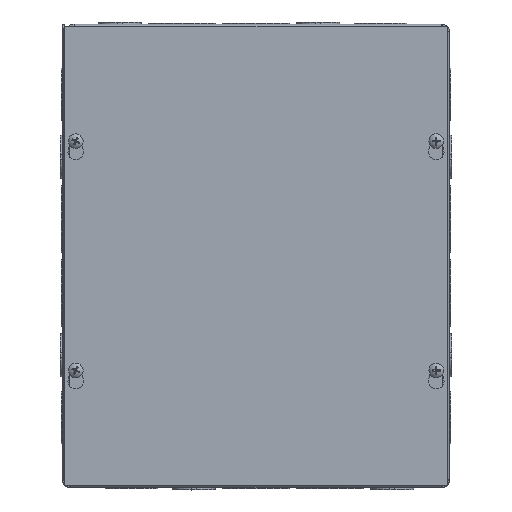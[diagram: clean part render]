
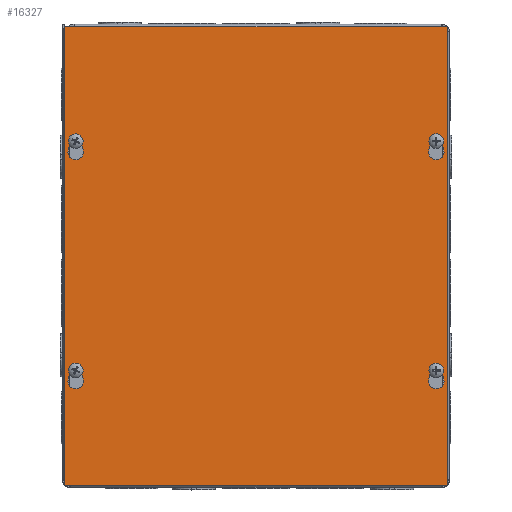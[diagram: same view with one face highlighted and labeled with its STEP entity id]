
A CAD part, top view. The second image highlights one B-rep face of the part: STEP entity #16327.
In plain terms, the highlighted planar face has unit normal (0, 0, 1).
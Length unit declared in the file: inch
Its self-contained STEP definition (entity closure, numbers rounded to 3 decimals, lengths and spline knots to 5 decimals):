
#1775=LINE($,#27209,#3370);
#1779=LINE($,#27219,#3374);
#1782=LINE($,#27227,#3377);
#1786=LINE($,#27239,#3381);
#1791=LINE($,#27257,#3386);
#1795=LINE($,#27267,#3390);
#1798=LINE($,#27275,#3393);
#1802=LINE($,#27287,#3397);
#1804=LINE($,#27295,#3399);
#1808=LINE($,#27303,#3403);
#1811=LINE($,#27309,#3406);
#1814=LINE($,#27314,#3409);
#3370=VECTOR($,#21408,0.26996);
#3374=VECTOR($,#21420,0.26996);
#3377=VECTOR($,#21425,0.26996);
#3381=VECTOR($,#21437,0.26996);
#3386=VECTOR($,#21456,0.26996);
#3390=VECTOR($,#21468,0.26996);
#3393=VECTOR($,#21473,0.26996);
#3397=VECTOR($,#21485,0.26996);
#3399=VECTOR($,#21495,12.);
#3403=VECTOR($,#21501,10.);
#3406=VECTOR($,#21506,12.);
#3409=VECTOR($,#21511,10.);
#4001=PLANE($,#17533);
#4454=FACE_BOUND($,#6324,.T.);
#4455=FACE_BOUND($,#6325,.T.);
#4456=FACE_BOUND($,#6326,.T.);
#4457=FACE_BOUND($,#6327,.T.);
#4458=FACE_BOUND($,#6328,.T.);
#6324=EDGE_LOOP($,(#14393,#14394,#14395,#14396));
#6325=EDGE_LOOP($,(#14397,#14398,#14399,#14400));
#6326=EDGE_LOOP($,(#14401,#14402,#14403,#14404));
#6327=EDGE_LOOP($,(#14405,#14406,#14407,#14408));
#6328=EDGE_LOOP($,(#14409,#14410,#14411,#14412));
#6699=CIRCLE($,#17499,0.203);
#6701=CIRCLE($,#17503,0.125);
#6703=CIRCLE($,#17508,0.125);
#6705=CIRCLE($,#17512,0.203);
#6707=CIRCLE($,#17515,0.203);
#6709=CIRCLE($,#17519,0.125);
#6711=CIRCLE($,#17524,0.125);
#6713=CIRCLE($,#17528,0.203);
#8018=VERTEX_POINT($,#27200);
#8019=VERTEX_POINT($,#27202);
#8021=VERTEX_POINT($,#27208);
#8023=VERTEX_POINT($,#27214);
#8026=VERTEX_POINT($,#27224);
#8027=VERTEX_POINT($,#27226);
#8029=VERTEX_POINT($,#27232);
#8031=VERTEX_POINT($,#27238);
#8034=VERTEX_POINT($,#27248);
#8035=VERTEX_POINT($,#27250);
#8037=VERTEX_POINT($,#27256);
#8039=VERTEX_POINT($,#27262);
#8042=VERTEX_POINT($,#27272);
#8043=VERTEX_POINT($,#27274);
#8045=VERTEX_POINT($,#27280);
#8047=VERTEX_POINT($,#27286);
#8048=VERTEX_POINT($,#27293);
#8049=VERTEX_POINT($,#27294);
#8052=VERTEX_POINT($,#27302);
#8054=VERTEX_POINT($,#27308);
#10068=EDGE_CURVE($,#8019,#8018,#6699,.T.);
#10071=EDGE_CURVE($,#8021,#8019,#1775,.T.);
#10074=EDGE_CURVE($,#8023,#8021,#6701,.T.);
#10077=EDGE_CURVE($,#8018,#8023,#1779,.T.);
#10080=EDGE_CURVE($,#8027,#8026,#1782,.T.);
#10083=EDGE_CURVE($,#8029,#8027,#6703,.T.);
#10086=EDGE_CURVE($,#8031,#8029,#1786,.T.);
#10089=EDGE_CURVE($,#8026,#8031,#6705,.T.);
#10092=EDGE_CURVE($,#8035,#8034,#6707,.T.);
#10095=EDGE_CURVE($,#8037,#8035,#1791,.T.);
#10098=EDGE_CURVE($,#8039,#8037,#6709,.T.);
#10101=EDGE_CURVE($,#8034,#8039,#1795,.T.);
#10104=EDGE_CURVE($,#8043,#8042,#1798,.T.);
#10107=EDGE_CURVE($,#8045,#8043,#6711,.T.);
#10110=EDGE_CURVE($,#8047,#8045,#1802,.T.);
#10113=EDGE_CURVE($,#8042,#8047,#6713,.T.);
#10114=EDGE_CURVE($,#8048,#8049,#1804,.T.);
#10118=EDGE_CURVE($,#8049,#8052,#1808,.T.);
#10121=EDGE_CURVE($,#8052,#8054,#1811,.T.);
#10124=EDGE_CURVE($,#8054,#8048,#1814,.T.);
#14393=ORIENTED_EDGE($,*,*,#10068,.T.);
#14394=ORIENTED_EDGE($,*,*,#10077,.T.);
#14395=ORIENTED_EDGE($,*,*,#10074,.T.);
#14396=ORIENTED_EDGE($,*,*,#10071,.T.);
#14397=ORIENTED_EDGE($,*,*,#10080,.T.);
#14398=ORIENTED_EDGE($,*,*,#10089,.T.);
#14399=ORIENTED_EDGE($,*,*,#10086,.T.);
#14400=ORIENTED_EDGE($,*,*,#10083,.T.);
#14401=ORIENTED_EDGE($,*,*,#10092,.T.);
#14402=ORIENTED_EDGE($,*,*,#10101,.T.);
#14403=ORIENTED_EDGE($,*,*,#10098,.T.);
#14404=ORIENTED_EDGE($,*,*,#10095,.T.);
#14405=ORIENTED_EDGE($,*,*,#10104,.T.);
#14406=ORIENTED_EDGE($,*,*,#10113,.T.);
#14407=ORIENTED_EDGE($,*,*,#10110,.T.);
#14408=ORIENTED_EDGE($,*,*,#10107,.T.);
#14409=ORIENTED_EDGE($,*,*,#10114,.F.);
#14410=ORIENTED_EDGE($,*,*,#10124,.F.);
#14411=ORIENTED_EDGE($,*,*,#10121,.F.);
#14412=ORIENTED_EDGE($,*,*,#10118,.F.);
#16327=ADVANCED_FACE($,(#4454,#4455,#4456,#4457,#4458),#4001,.T.);
#17499=AXIS2_PLACEMENT_3D($,#27203,#21402,#21403);
#17503=AXIS2_PLACEMENT_3D($,#27215,#21414,#21415);
#17508=AXIS2_PLACEMENT_3D($,#27233,#21431,#21432);
#17512=AXIS2_PLACEMENT_3D($,#27243,#21443,#21444);
#17515=AXIS2_PLACEMENT_3D($,#27251,#21450,#21451);
#17519=AXIS2_PLACEMENT_3D($,#27263,#21462,#21463);
#17524=AXIS2_PLACEMENT_3D($,#27281,#21479,#21480);
#17528=AXIS2_PLACEMENT_3D($,#27291,#21491,#21492);
#17533=AXIS2_PLACEMENT_3D($,#27316,#21513,#21514);
#21402=DIRECTION('center_axis',(0.,0.,-1.));
#21403=DIRECTION('ref_axis',(-0.961,0.278,0.));
#21408=DIRECTION($,(0.278,-0.961,0.));
#21414=DIRECTION('center_axis',(0.,0.,-1.));
#21415=DIRECTION('ref_axis',(0.961,0.278,0.));
#21420=DIRECTION($,(0.278,0.961,0.));
#21425=DIRECTION($,(0.278,-0.961,0.));
#21431=DIRECTION('center_axis',(0.,0.,-1.));
#21432=DIRECTION('ref_axis',(0.961,0.278,0.));
#21437=DIRECTION($,(0.278,0.961,0.));
#21443=DIRECTION('center_axis',(0.,0.,-1.));
#21444=DIRECTION('ref_axis',(-0.961,0.278,0.));
#21450=DIRECTION('center_axis',(0.,0.,-1.));
#21451=DIRECTION('ref_axis',(-0.961,0.278,0.));
#21456=DIRECTION($,(0.278,-0.961,0.));
#21462=DIRECTION('center_axis',(0.,0.,-1.));
#21463=DIRECTION('ref_axis',(0.961,0.278,0.));
#21468=DIRECTION($,(0.278,0.961,0.));
#21473=DIRECTION($,(0.278,-0.961,0.));
#21479=DIRECTION('center_axis',(0.,0.,-1.));
#21480=DIRECTION('ref_axis',(0.961,0.278,0.));
#21485=DIRECTION($,(0.278,0.961,0.));
#21491=DIRECTION('center_axis',(0.,0.,-1.));
#21492=DIRECTION('ref_axis',(-0.961,0.278,0.));
#21495=DIRECTION($,(0.,-1.,0.));
#21501=DIRECTION($,(-1.,0.,0.));
#21506=DIRECTION($,(0.,1.,0.));
#21511=DIRECTION($,(1.,0.,0.));
#21513=DIRECTION('center_axis',(0.,0.,1.));
#21514=DIRECTION('ref_axis',(1.,0.,0.));
#27200=CARTESIAN_POINT('',(4.52373,-3.22465,0.062));
#27202=CARTESIAN_POINT('',(4.91377,-3.22465,0.062));
#27203=CARTESIAN_POINT('Origin',(4.71875,-3.281,0.062));
#27208=CARTESIAN_POINT('',(4.83884,-2.9653,0.062));
#27209=CARTESIAN_POINT($,(4.29451,-1.08137,0.062));
#27214=CARTESIAN_POINT('',(4.59866,-2.9653,0.062));
#27215=CARTESIAN_POINT('Origin',(4.71875,-3.,0.062));
#27219=CARTESIAN_POINT($,(4.81688,-2.21006,0.062));
#27224=CARTESIAN_POINT('',(-4.52373,-3.22465,0.062));
#27226=CARTESIAN_POINT('',(-4.59866,-2.9653,0.062));
#27227=CARTESIAN_POINT($,(-4.77941,-2.33973,0.062));
#27232=CARTESIAN_POINT('',(-4.83884,-2.9653,0.062));
#27233=CARTESIAN_POINT('Origin',(-4.71875,-3.,0.062));
#27238=CARTESIAN_POINT('',(-4.91377,-3.22465,0.062));
#27239=CARTESIAN_POINT($,(-4.25704,-0.9517,0.062));
#27243=CARTESIAN_POINT('Origin',(-4.71875,-3.281,0.062));
#27248=CARTESIAN_POINT('',(4.52373,2.77535,0.062));
#27250=CARTESIAN_POINT('',(4.91377,2.77535,0.062));
#27251=CARTESIAN_POINT('Origin',(4.71875,2.719,0.062));
#27256=CARTESIAN_POINT('',(4.83884,3.0347,0.062));
#27257=CARTESIAN_POINT($,(5.09452,2.14978,0.062));
#27262=CARTESIAN_POINT('',(4.59866,3.0347,0.062));
#27263=CARTESIAN_POINT('Origin',(4.71875,3.,0.062));
#27267=CARTESIAN_POINT($,(4.01686,1.02109,0.062));
#27272=CARTESIAN_POINT('',(-4.52373,2.77535,0.062));
#27274=CARTESIAN_POINT('',(-4.59866,3.0347,0.062));
#27275=CARTESIAN_POINT($,(-3.9794,0.89142,0.062));
#27280=CARTESIAN_POINT('',(-4.83884,3.0347,0.062));
#27281=CARTESIAN_POINT('Origin',(-4.71875,3.,0.062));
#27286=CARTESIAN_POINT('',(-4.91377,2.77535,0.062));
#27287=CARTESIAN_POINT($,(-5.05705,2.27945,0.062));
#27291=CARTESIAN_POINT('Origin',(-4.71875,2.719,0.062));
#27293=CARTESIAN_POINT('',(5.,6.,0.062));
#27294=CARTESIAN_POINT('',(5.,-6.,0.062));
#27295=CARTESIAN_POINT($,(5.,6.,0.062));
#27302=CARTESIAN_POINT('',(-5.,-6.,0.062));
#27303=CARTESIAN_POINT($,(5.,-6.,0.062));
#27308=CARTESIAN_POINT('',(-5.,6.,0.062));
#27309=CARTESIAN_POINT($,(-5.,-6.,0.062));
#27314=CARTESIAN_POINT($,(-5.,6.,0.062));
#27316=CARTESIAN_POINT('Origin',(0.,0.,
0.062));
